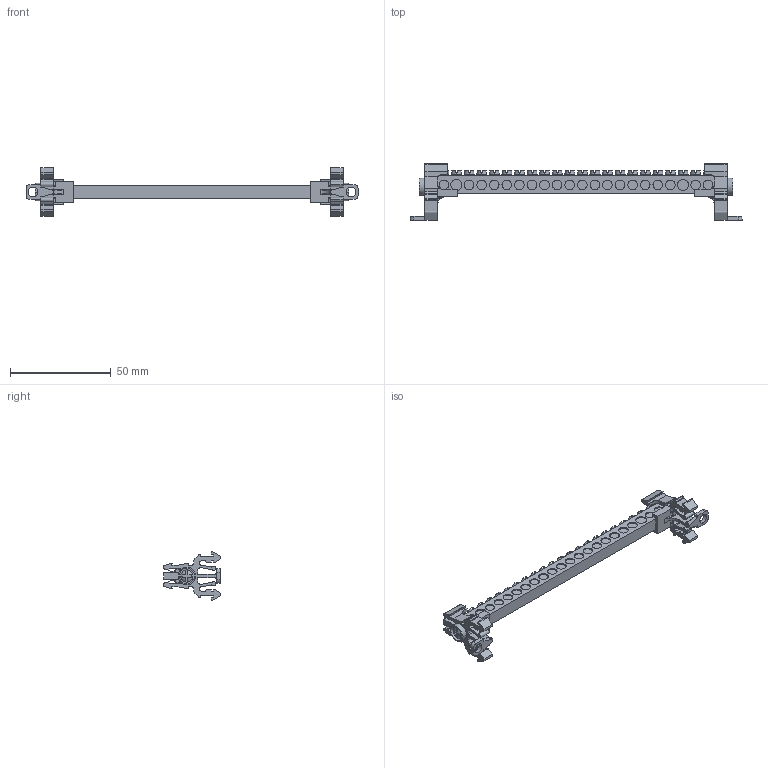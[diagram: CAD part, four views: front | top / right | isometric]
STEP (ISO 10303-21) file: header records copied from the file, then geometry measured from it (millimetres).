
FILE_DESCRIPTION (( 'STEP AP203' ), '1' );
FILE_NAME ('6,5x9 Tek Kutuplu Daðýtýcý Ünite - 22 Delikli - Kapaksýz.STEP', '2018-12-04T13:00:15', ( '' ), ( '' ), 'SwSTEP 2.0', 'SolidWorks 2011', '' );
FILE_SCHEMA (( 'CONFIG_CONTROL_DESIGN' ));
Length unit declared in the file: millimetre
Products named in the file (1): 6,5x9 Tek Kutuplu Daðýtýcý Ünite - 22 Delikli - Kapaksýz
Bounding box: 164.88 x 28.2 x 24 mm (x, y, z)
Volume: 12941.4 mm3; surface area: 11118.4 mm2
Topology: 1 solids, 3 shells, 978 faces, 2680 edges, 1778 vertices
Faces by surface type: plane 564, cylinder 286, torus 54, cone 44, bspline 30
Entity records: 32859 total; most frequent: CARTESIAN_POINT 7705, ORIENTED_EDGE 5360, DIRECTION 5164, EDGE_CURVE 2680, AXIS2_PLACEMENT_3D 1797, VERTEX_POINT 1778, VECTOR 1570, LINE 1570
